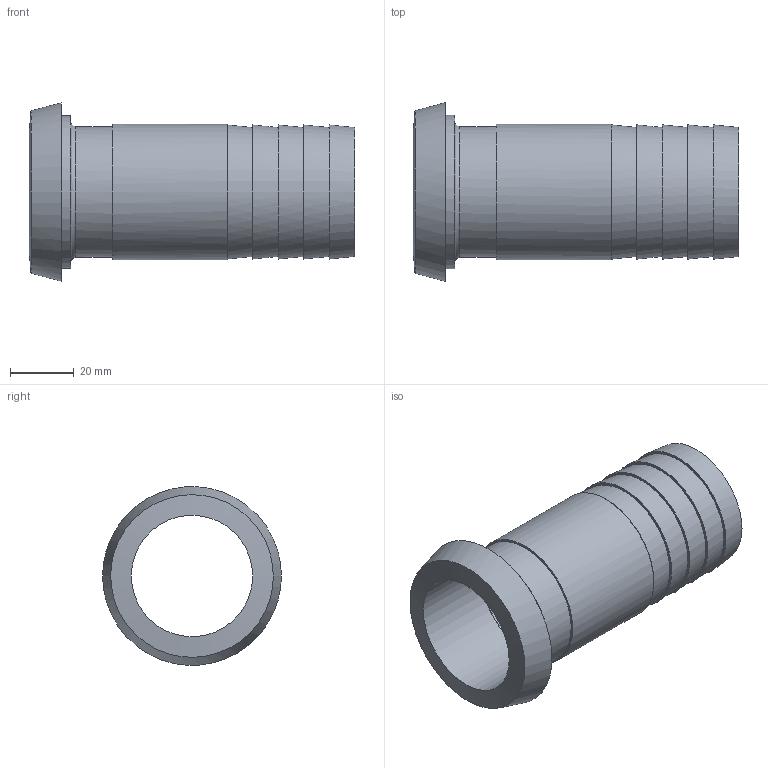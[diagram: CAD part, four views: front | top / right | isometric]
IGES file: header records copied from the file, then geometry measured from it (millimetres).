
Global section: file name: 26040040000; native system: Autodesk Inventor 2015; preprocessor: unknown; author: Struska Martin; date: 20160308.114801; units: millimetre
Bounding box: 102 x 56 x 55.91 mm (x, y, z)
Volume: 31533.3 mm3; surface area: 28715.6 mm2
Topology: 1 solids, 1 shells, 23 faces, 59 edges, 46 vertices
Faces by surface type: bspline 23
